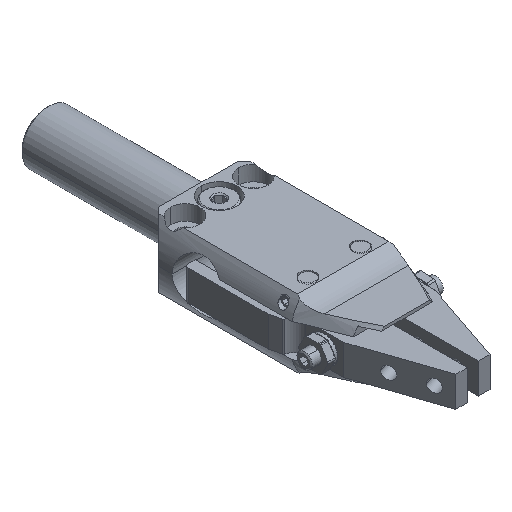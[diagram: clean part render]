
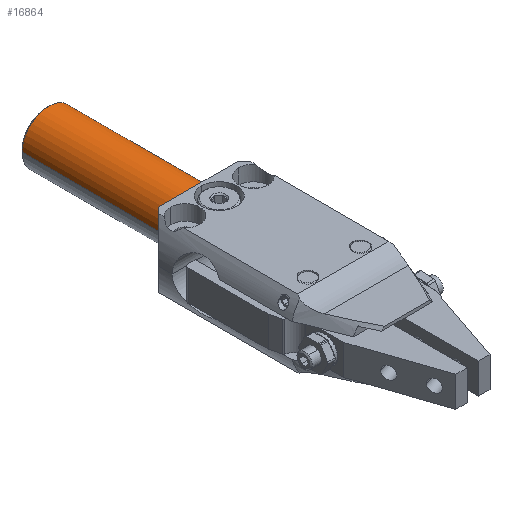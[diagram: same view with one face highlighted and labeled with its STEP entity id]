
A CAD part, isometric view. The second image highlights one B-rep face of the part: STEP entity #16864.
In plain terms, the highlighted cylindrical face has radius 7 mm (diameter 14 mm), a partial arc.
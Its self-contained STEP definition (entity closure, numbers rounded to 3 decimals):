
#76 = EDGE_CURVE ( 'NONE', #3181, #3175, #3526, .T. ) ;
#253 = EDGE_CURVE ( 'NONE', #3388, #3175, #3749, .T. ) ;
#255 = EDGE_CURVE ( 'NONE', #3419, #3181, #3753, .T. ) ;
#272 = EDGE_CURVE ( 'NONE', #3388, #3419, #3772, .T. ) ;
#1783 = AXIS2_PLACEMENT_3D ( 'NONE', #4773, #4775, #4777 ) ;
#1864 = AXIS2_PLACEMENT_3D ( 'NONE', #7065, #7066, #7067 ) ;
#2338 = EDGE_LOOP ( 'NONE', ( #4766, #4756, #4688, #4660 ) ) ;
#3175 = VERTEX_POINT ( 'NONE', #10520 ) ;
#3181 = VERTEX_POINT ( 'NONE', #10526 ) ;
#3388 = VERTEX_POINT ( 'NONE', #10733 ) ;
#3419 = VERTEX_POINT ( 'NONE', #10764 ) ;
#3526 = CIRCLE ( 'NONE', #1783, 7. ) ;
#3749 = LINE ( 'NONE', #6990, #3752 ) ;
#3752 = VECTOR ( 'NONE', #6991, 1000. ) ;
#3753 = LINE ( 'NONE', #6985, #3755 ) ;
#3755 = VECTOR ( 'NONE', #6986, 1000. ) ;
#3772 = CIRCLE ( 'NONE', #1864, 7. ) ;
#4660 = ORIENTED_EDGE ( 'NONE', *, *, #76, .T. ) ;
#4688 = ORIENTED_EDGE ( 'NONE', *, *, #255, .T. ) ;
#4756 = ORIENTED_EDGE ( 'NONE', *, *, #272, .T. ) ;
#4766 = ORIENTED_EDGE ( 'NONE', *, *, #253, .F. ) ;
#4773 = CARTESIAN_POINT ( 'NONE',  ( 0., 0., 94.5 ) ) ;
#4775 = DIRECTION ( 'NONE',  ( 0., 0., -1. ) ) ;
#4777 = DIRECTION ( 'NONE',  ( 1., 0., 0. ) ) ;
#6985 = CARTESIAN_POINT ( 'NONE',  ( 7., 0., 55. ) ) ;
#6986 = DIRECTION ( 'NONE',  ( 0., 0., 1. ) ) ;
#6990 = CARTESIAN_POINT ( 'NONE',  ( -7., 0., 55. ) ) ;
#6991 = DIRECTION ( 'NONE',  ( 0., 0., 1. ) ) ;
#7065 = CARTESIAN_POINT ( 'NONE',  ( 0., 0., 55. ) ) ;
#7066 = DIRECTION ( 'NONE',  ( 0., 0., 1. ) ) ;
#7067 = DIRECTION ( 'NONE',  ( 1., 0., 0. ) ) ;
#10520 = CARTESIAN_POINT ( 'NONE',  ( -7., 0., 94.5 ) ) ;
#10526 = CARTESIAN_POINT ( 'NONE',  ( 7., 0., 94.5 ) ) ;
#10733 = CARTESIAN_POINT ( 'NONE',  ( -7., 0., 55. ) ) ;
#10764 = CARTESIAN_POINT ( 'NONE',  ( 7., 0., 55. ) ) ;
#13824 = FACE_OUTER_BOUND ( 'NONE', #2338, .T. ) ;
#13829 = CYLINDRICAL_SURFACE ( 'NONE', #14126, 7. ) ;
#14126 = AXIS2_PLACEMENT_3D ( 'NONE', #14594, #14585, #14590 ) ;
#14585 = DIRECTION ( 'NONE',  ( 0., 0., 1. ) ) ;
#14590 = DIRECTION ( 'NONE',  ( 1., 0., 0. ) ) ;
#14594 = CARTESIAN_POINT ( 'NONE',  ( 0., 0., 55. ) ) ;
#16864 = ADVANCED_FACE ( 'NONE', ( #13824 ), #13829, .T. ) ;
